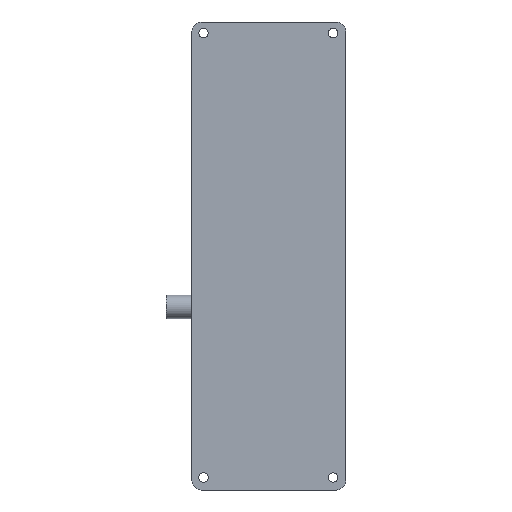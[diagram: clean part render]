
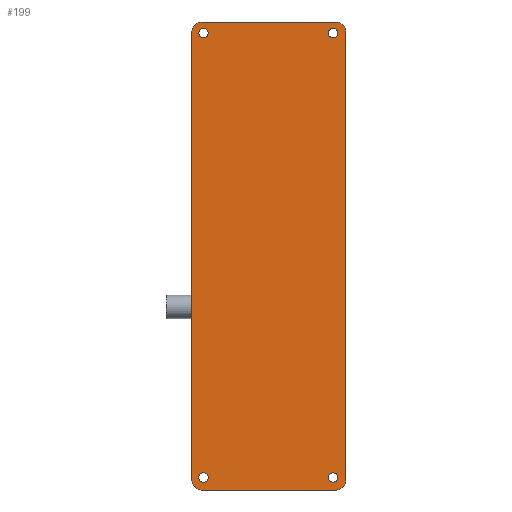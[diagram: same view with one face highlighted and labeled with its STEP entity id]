
A CAD part, front view. The second image highlights one B-rep face of the part: STEP entity #199.
In plain terms, the highlighted planar face has unit normal (0, -1, 0).
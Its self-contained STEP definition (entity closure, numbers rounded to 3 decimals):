
#16 = PLANE ( 'NONE',  #1638 ) ;
#30 = CIRCLE ( 'NONE', #1167, 1. ) ;
#33 = EDGE_CURVE ( 'NONE', #1085, #980, #30, .T. ) ;
#35 = ORIENTED_EDGE ( 'NONE', *, *, #191, .F. ) ;
#63 = CARTESIAN_POINT ( 'NONE',  ( 13.753, 0., 47.705 ) ) ;
#68 = CARTESIAN_POINT ( 'NONE',  ( 16.445, 0., 48.065 ) ) ;
#72 = DIRECTION ( 'NONE',  ( 0., 1., 0. ) ) ;
#83 = CIRCLE ( 'NONE', #315, 1. ) ;
#90 = VECTOR ( 'NONE', #1115, 1000. ) ;
#100 = DIRECTION ( 'NONE',  ( 0., 0., 1. ) ) ;
#102 = VERTEX_POINT ( 'NONE', #303 ) ;
#128 = CARTESIAN_POINT ( 'NONE',  ( -16.445, 0., 48.065 ) ) ;
#132 = CARTESIAN_POINT ( 'NONE',  ( 13.753, 0., 46.705 ) ) ;
#135 = CARTESIAN_POINT ( 'NONE',  ( -16.445, 0., -48.065 ) ) ;
#141 = CARTESIAN_POINT ( 'NONE',  ( -14.445, 0., 50.065 ) ) ;
#173 = DIRECTION ( 'NONE',  ( 0., 1., 0. ) ) ;
#180 = AXIS2_PLACEMENT_3D ( 'NONE', #1179, #1578, #1433 ) ;
#191 = EDGE_CURVE ( 'NONE', #265, #1505, #456, .T. ) ;
#198 = CARTESIAN_POINT ( 'NONE',  ( -14.445, 0., 48.065 ) ) ;
#199 = ADVANCED_FACE ( 'NONE', ( #1174, #1466, #310, #1611, #1454 ), #16, .T. ) ;
#239 = VERTEX_POINT ( 'NONE', #132 ) ;
#264 = CIRCLE ( 'NONE', #1874, 2. ) ;
#265 = VERTEX_POINT ( 'NONE', #141 ) ;
#278 = DIRECTION ( 'NONE',  ( 0., 0., -1. ) ) ;
#286 = DIRECTION ( 'NONE',  ( 1., 0., 0. ) ) ;
#301 = EDGE_CURVE ( 'NONE', #606, #696, #1601, .T. ) ;
#302 = CARTESIAN_POINT ( 'NONE',  ( -13.957, 0., -47.395 ) ) ;
#303 = CARTESIAN_POINT ( 'NONE',  ( 16.445, 0., -48.065 ) ) ;
#304 = EDGE_CURVE ( 'NONE', #239, #608, #633, .T. ) ;
#310 = FACE_OUTER_BOUND ( 'NONE', #1161, .T. ) ;
#312 = EDGE_CURVE ( 'NONE', #1203, #872, #1728, .T. ) ;
#315 = AXIS2_PLACEMENT_3D ( 'NONE', #1232, #1106, #1525 ) ;
#329 = DIRECTION ( 'NONE',  ( 0., 0., 1. ) ) ;
#338 = ORIENTED_EDGE ( 'NONE', *, *, #794, .T. ) ;
#360 = EDGE_LOOP ( 'NONE', ( #491, #338 ) ) ;
#361 = CARTESIAN_POINT ( 'NONE',  ( -13.957, 0., 46.705 ) ) ;
#381 = DIRECTION ( 'NONE',  ( 0., 1., 0. ) ) ;
#388 = CARTESIAN_POINT ( 'NONE',  ( 13.753, 0., -47.395 ) ) ;
#434 = CARTESIAN_POINT ( 'NONE',  ( -13.957, 0., 47.705 ) ) ;
#437 = DIRECTION ( 'NONE',  ( 0., -1., 0. ) ) ;
#438 = AXIS2_PLACEMENT_3D ( 'NONE', #1074, #1641, #329 ) ;
#439 = CARTESIAN_POINT ( 'NONE',  ( 13.753, 0., -48.395 ) ) ;
#443 = EDGE_LOOP ( 'NONE', ( #1108, #1287 ) ) ;
#449 = DIRECTION ( 'NONE',  ( 0., 0., 1. ) ) ;
#456 = LINE ( 'NONE', #603, #1812 ) ;
#480 = ORIENTED_EDGE ( 'NONE', *, *, #1653, .F. ) ;
#485 = ORIENTED_EDGE ( 'NONE', *, *, #884, .F. ) ;
#491 = ORIENTED_EDGE ( 'NONE', *, *, #304, .T. ) ;
#498 = DIRECTION ( 'NONE',  ( 0., 1., 0. ) ) ;
#511 = EDGE_CURVE ( 'NONE', #760, #1034, #1125, .T. ) ;
#567 = CARTESIAN_POINT ( 'NONE',  ( 13.753, 0., 48.705 ) ) ;
#593 = ORIENTED_EDGE ( 'NONE', *, *, #1827, .T. ) ;
#603 = CARTESIAN_POINT ( 'NONE',  ( -14.445, 0., 50.065 ) ) ;
#606 = VERTEX_POINT ( 'NONE', #135 ) ;
#608 = VERTEX_POINT ( 'NONE', #567 ) ;
#633 = CIRCLE ( 'NONE', #180, 1. ) ;
#647 = DIRECTION ( 'NONE',  ( 0., 1., 0. ) ) ;
#653 = CIRCLE ( 'NONE', #438, 1. ) ;
#661 = CIRCLE ( 'NONE', #1877, 1. ) ;
#678 = DIRECTION ( 'NONE',  ( 0., 1., 0. ) ) ;
#696 = VERTEX_POINT ( 'NONE', #128 ) ;
#726 = CIRCLE ( 'NONE', #757, 2. ) ;
#743 = CARTESIAN_POINT ( 'NONE',  ( -16.445, 0., 48.065 ) ) ;
#751 = CARTESIAN_POINT ( 'NONE',  ( -13.957, 0., -48.395 ) ) ;
#757 = AXIS2_PLACEMENT_3D ( 'NONE', #786, #173, #1228 ) ;
#760 = VERTEX_POINT ( 'NONE', #1496 ) ;
#786 = CARTESIAN_POINT ( 'NONE',  ( -14.445, 0., -48.065 ) ) ;
#794 = EDGE_CURVE ( 'NONE', #608, #239, #1720, .T. ) ;
#817 = DIRECTION ( 'NONE',  ( 0., 0., 1. ) ) ;
#839 = LINE ( 'NONE', #1847, #1123 ) ;
#845 = AXIS2_PLACEMENT_3D ( 'NONE', #1164, #678, #100 ) ;
#847 = EDGE_CURVE ( 'NONE', #1297, #1026, #83, .T. ) ;
#872 = VERTEX_POINT ( 'NONE', #361 ) ;
#884 = EDGE_CURVE ( 'NONE', #102, #760, #1096, .T. ) ;
#896 = DIRECTION ( 'NONE',  ( 0., 0., 1. ) ) ;
#915 = CARTESIAN_POINT ( 'NONE',  ( -13.957, 0., 48.705 ) ) ;
#950 = AXIS2_PLACEMENT_3D ( 'NONE', #434, #1250, #1387 ) ;
#980 = VERTEX_POINT ( 'NONE', #439 ) ;
#994 = ORIENTED_EDGE ( 'NONE', *, *, #511, .F. ) ;
#1016 = ORIENTED_EDGE ( 'NONE', *, *, #1852, .F. ) ;
#1020 = CARTESIAN_POINT ( 'NONE',  ( 14.445, 0., 50.065 ) ) ;
#1026 = VERTEX_POINT ( 'NONE', #1494 ) ;
#1031 = EDGE_LOOP ( 'NONE', ( #1478, #1587 ) ) ;
#1034 = VERTEX_POINT ( 'NONE', #1754 ) ;
#1045 = ORIENTED_EDGE ( 'NONE', *, *, #1135, .F. ) ;
#1057 = EDGE_CURVE ( 'NONE', #1505, #1461, #264, .T. ) ;
#1074 = CARTESIAN_POINT ( 'NONE',  ( -13.957, 0., 47.705 ) ) ;
#1085 = VERTEX_POINT ( 'NONE', #1793 ) ;
#1095 = CARTESIAN_POINT ( 'NONE',  ( 14.445, 0., -48.065 ) ) ;
#1096 = CIRCLE ( 'NONE', #1659, 2. ) ;
#1106 = DIRECTION ( 'NONE',  ( 0., 1., 0. ) ) ;
#1108 = ORIENTED_EDGE ( 'NONE', *, *, #847, .T. ) ;
#1115 = DIRECTION ( 'NONE',  ( -1., 0., 0. ) ) ;
#1123 = VECTOR ( 'NONE', #278, 1000. ) ;
#1125 = LINE ( 'NONE', #1693, #90 ) ;
#1135 = EDGE_CURVE ( 'NONE', #1034, #606, #726, .T. ) ;
#1161 = EDGE_LOOP ( 'NONE', ( #1045, #994, #485, #1016, #1565, #35, #480, #1718 ) ) ;
#1164 = CARTESIAN_POINT ( 'NONE',  ( 13.753, 0., -47.395 ) ) ;
#1167 = AXIS2_PLACEMENT_3D ( 'NONE', #388, #647, #817 ) ;
#1174 = FACE_BOUND ( 'NONE', #360, .T. ) ;
#1179 = CARTESIAN_POINT ( 'NONE',  ( 13.753, 0., 47.705 ) ) ;
#1203 = VERTEX_POINT ( 'NONE', #915 ) ;
#1228 = DIRECTION ( 'NONE',  ( 0., 0., -1. ) ) ;
#1232 = CARTESIAN_POINT ( 'NONE',  ( -13.957, 0., -47.395 ) ) ;
#1245 = EDGE_CURVE ( 'NONE', #1026, #1297, #661, .T. ) ;
#1250 = DIRECTION ( 'NONE',  ( 0., 1., 0. ) ) ;
#1279 = VECTOR ( 'NONE', #1740, 1000. ) ;
#1287 = ORIENTED_EDGE ( 'NONE', *, *, #1245, .T. ) ;
#1297 = VERTEX_POINT ( 'NONE', #751 ) ;
#1300 = AXIS2_PLACEMENT_3D ( 'NONE', #63, #72, #1636 ) ;
#1303 = DIRECTION ( 'NONE',  ( 0., 0., -1. ) ) ;
#1382 = DIRECTION ( 'NONE',  ( 0., 0., -1. ) ) ;
#1387 = DIRECTION ( 'NONE',  ( 0., 0., 1. ) ) ;
#1433 = DIRECTION ( 'NONE',  ( 0., 0., 1. ) ) ;
#1454 = FACE_BOUND ( 'NONE', #1031, .T. ) ;
#1461 = VERTEX_POINT ( 'NONE', #68 ) ;
#1466 = FACE_BOUND ( 'NONE', #443, .T. ) ;
#1478 = ORIENTED_EDGE ( 'NONE', *, *, #1637, .T. ) ;
#1494 = CARTESIAN_POINT ( 'NONE',  ( -13.957, 0., -46.395 ) ) ;
#1496 = CARTESIAN_POINT ( 'NONE',  ( 14.445, 0., -50.065 ) ) ;
#1503 = DIRECTION ( 'NONE',  ( 0., 1., 0. ) ) ;
#1505 = VERTEX_POINT ( 'NONE', #1020 ) ;
#1517 = DIRECTION ( 'NONE',  ( 0., 0., -1. ) ) ;
#1525 = DIRECTION ( 'NONE',  ( 0., 0., 1. ) ) ;
#1536 = AXIS2_PLACEMENT_3D ( 'NONE', #198, #498, #1517 ) ;
#1565 = ORIENTED_EDGE ( 'NONE', *, *, #1057, .F. ) ;
#1578 = DIRECTION ( 'NONE',  ( 0., 1., 0. ) ) ;
#1587 = ORIENTED_EDGE ( 'NONE', *, *, #312, .T. ) ;
#1601 = LINE ( 'NONE', #743, #1279 ) ;
#1610 = DIRECTION ( 'NONE',  ( 0., 1., 0. ) ) ;
#1611 = FACE_BOUND ( 'NONE', #1670, .T. ) ;
#1621 = CARTESIAN_POINT ( 'NONE',  ( 14.445, 0., 48.065 ) ) ;
#1630 = ORIENTED_EDGE ( 'NONE', *, *, #33, .T. ) ;
#1636 = DIRECTION ( 'NONE',  ( 0., 0., 1. ) ) ;
#1637 = EDGE_CURVE ( 'NONE', #872, #1203, #653, .T. ) ;
#1638 = AXIS2_PLACEMENT_3D ( 'NONE', #1742, #437, #1303 ) ;
#1641 = DIRECTION ( 'NONE',  ( 0., 1., 0. ) ) ;
#1653 = EDGE_CURVE ( 'NONE', #696, #265, #1777, .T. ) ;
#1657 = CIRCLE ( 'NONE', #845, 1. ) ;
#1659 = AXIS2_PLACEMENT_3D ( 'NONE', #1095, #381, #1382 ) ;
#1670 = EDGE_LOOP ( 'NONE', ( #593, #1630 ) ) ;
#1693 = CARTESIAN_POINT ( 'NONE',  ( -14.445, 0., -50.065 ) ) ;
#1718 = ORIENTED_EDGE ( 'NONE', *, *, #301, .F. ) ;
#1720 = CIRCLE ( 'NONE', #1300, 1. ) ;
#1728 = CIRCLE ( 'NONE', #950, 1. ) ;
#1740 = DIRECTION ( 'NONE',  ( 0., 0., 1. ) ) ;
#1742 = CARTESIAN_POINT ( 'NONE',  ( -14.445, 0., -48.065 ) ) ;
#1754 = CARTESIAN_POINT ( 'NONE',  ( -14.445, 0., -50.065 ) ) ;
#1777 = CIRCLE ( 'NONE', #1536, 2. ) ;
#1793 = CARTESIAN_POINT ( 'NONE',  ( 13.753, 0., -46.395 ) ) ;
#1812 = VECTOR ( 'NONE', #286, 1000. ) ;
#1827 = EDGE_CURVE ( 'NONE', #980, #1085, #1657, .T. ) ;
#1847 = CARTESIAN_POINT ( 'NONE',  ( 16.445, 0., 48.065 ) ) ;
#1852 = EDGE_CURVE ( 'NONE', #1461, #102, #839, .T. ) ;
#1874 = AXIS2_PLACEMENT_3D ( 'NONE', #1621, #1503, #449 ) ;
#1877 = AXIS2_PLACEMENT_3D ( 'NONE', #302, #1610, #896 ) ;
